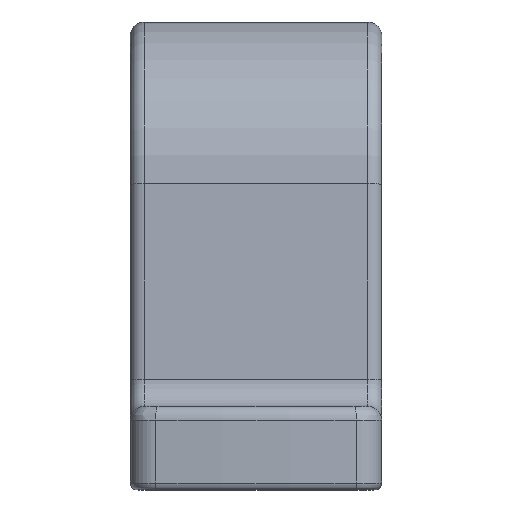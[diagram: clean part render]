
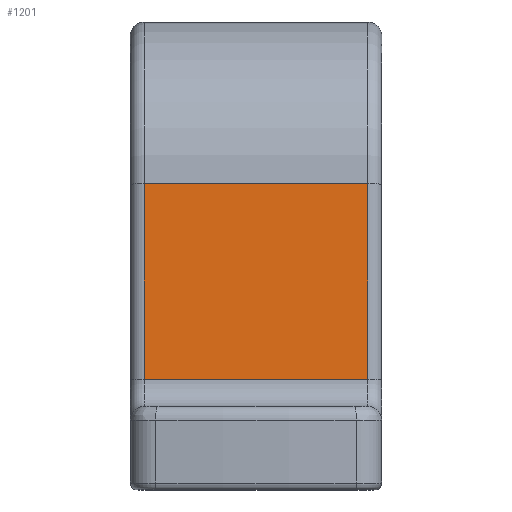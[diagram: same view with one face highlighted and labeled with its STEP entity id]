
A CAD part, left-side view. The second image highlights one B-rep face of the part: STEP entity #1201.
In plain terms, the highlighted planar face has unit normal (-0.999, 0, 0.035).
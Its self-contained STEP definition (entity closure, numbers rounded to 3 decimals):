
#28=PLANE('',#1387);
#82=LINE('',#2132,#146);
#86=LINE('',#2189,#150);
#91=LINE('',#2204,#155);
#93=LINE('',#2207,#157);
#146=VECTOR('',#1740,13.997);
#150=VECTOR('',#1790,13.997);
#155=VECTOR('',#1813,16.);
#157=VECTOR('',#1817,16.);
#301=FACE_OUTER_BOUND('',#386,.T.);
#386=EDGE_LOOP('',(#1106,#1107,#1108,#1109));
#586=VERTEX_POINT('',#2122);
#588=VERTEX_POINT('',#2128);
#600=VERTEX_POINT('',#2183);
#601=VERTEX_POINT('',#2187);
#745=EDGE_CURVE('',#586,#588,#82,.T.);
#766=EDGE_CURVE('',#600,#601,#86,.T.);
#773=EDGE_CURVE('',#588,#600,#91,.T.);
#775=EDGE_CURVE('',#586,#601,#93,.T.);
#1106=ORIENTED_EDGE('',*,*,#745,.F.);
#1107=ORIENTED_EDGE('',*,*,#775,.T.);
#1108=ORIENTED_EDGE('',*,*,#766,.F.);
#1109=ORIENTED_EDGE('',*,*,#773,.F.);
#1201=ADVANCED_FACE('',(#301),#28,.T.);
#1387=AXIS2_PLACEMENT_3D('',#2206,#1815,#1816);
#1740=DIRECTION('',(-0.035,0.,-0.999));
#1790=DIRECTION('',(0.035,0.,0.999));
#1813=DIRECTION('',(0.,1.,0.));
#1815=DIRECTION('center_axis',(-0.999,0.,0.035));
#1816=DIRECTION('ref_axis',(0.035,0.,0.999));
#1817=DIRECTION('',(0.,1.,0.));
#2122=CARTESIAN_POINT('',(17.056,1.,21.919));
#2128=CARTESIAN_POINT('',(16.567,1.,7.93));
#2132=CARTESIAN_POINT('',(16.709,1.,11.975));
#2183=CARTESIAN_POINT('',(16.567,17.,7.93));
#2187=CARTESIAN_POINT('',(17.056,17.,21.919));
#2189=CARTESIAN_POINT('',(16.709,17.,11.975));
#2204=CARTESIAN_POINT('',(16.567,0.,7.93));
#2206=CARTESIAN_POINT('Origin',(16.5,0.,6.));
#2207=CARTESIAN_POINT('',(17.056,0.,21.919));
